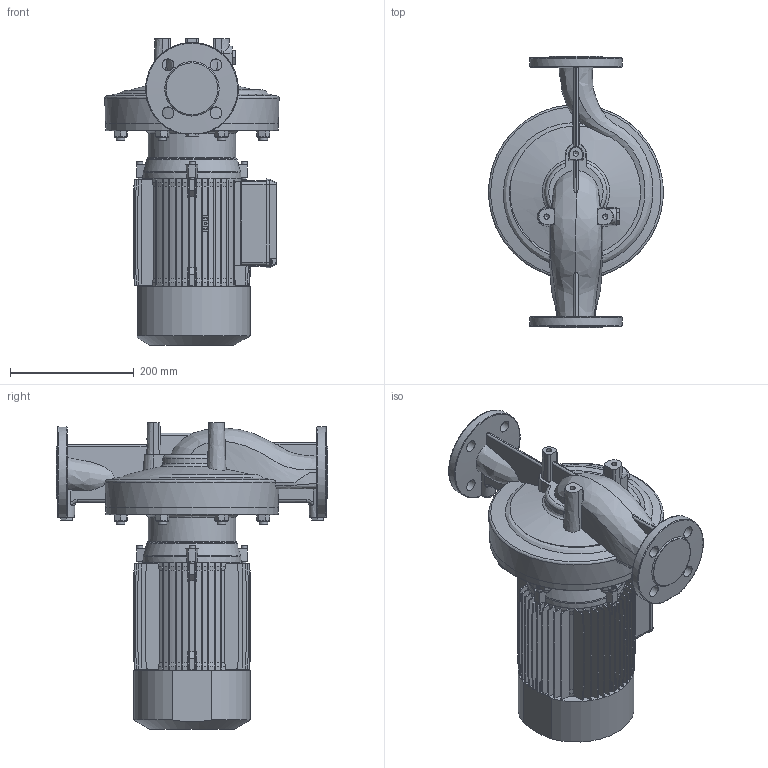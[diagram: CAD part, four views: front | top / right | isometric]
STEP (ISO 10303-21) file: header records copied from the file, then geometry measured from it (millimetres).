
FILE_DESCRIPTION(('STEP AP214'),'2;1');
FILE_NAME('4_93_504_35_REV00.stp','2023-02-06T12:28:17',(''),(''),'2016.1.120','THINKDESIGN','');
FILE_SCHEMA(('AUTOMOTIVE_DESIGN'));
Length unit declared in the file: millimetre
Bounding box: 282.27 x 440 x 496 mm (x, y, z)
Volume: 13837900.8 mm3; surface area: 1066154 mm2
Topology: 1 solids, 1 shells, 1231 faces, 3365 edges, 2219 vertices
Faces by surface type: plane 830, bspline 264, cylinder 137
Full cylindrical faces by diameter (mm): 4.4 x1, 7 x4, 8 x2, 8.5 x3, 10 x4, 14 x8, 19 x8, 142 x1, 160 x2
Entity records: 89764 total; most frequent: CARTESIAN_POINT 48663, ORIENTED_EDGE 6714, DIRECTION 5533, EDGE_CURVE 3357, VERTEX_POINT 2219, VECTOR 2207, LINE 2207, AXIS2_PLACEMENT_3D 1663
